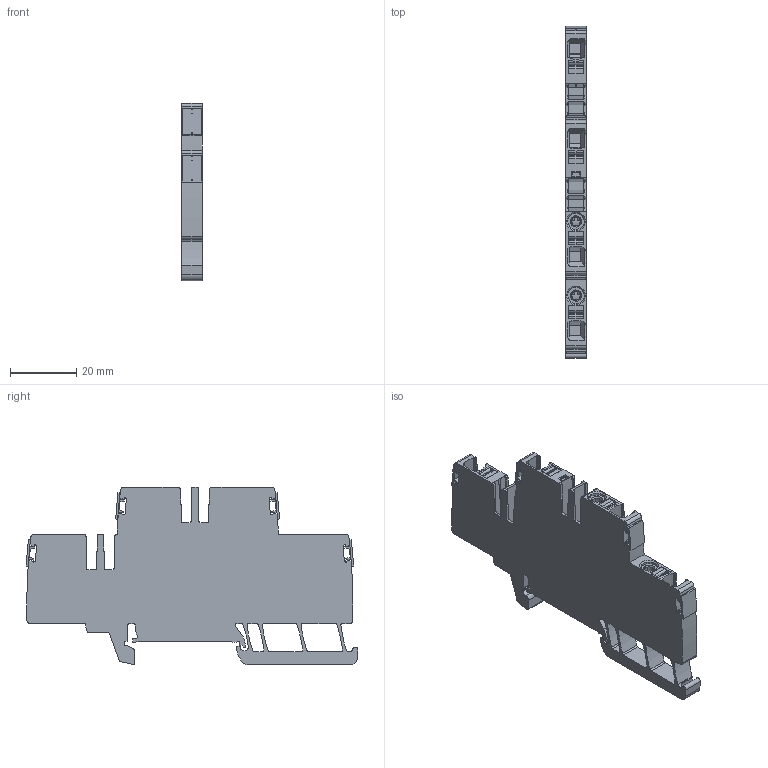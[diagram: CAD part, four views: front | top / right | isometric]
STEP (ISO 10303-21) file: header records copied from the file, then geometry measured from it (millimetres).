
FILE_DESCRIPTION(('CATIA V5R22 STEP214','CAx-IF Rec.Pracs.--- Model Styling and Organization---1.4--- 2014-01-23'),'2;1');
FILE_NAME ('1135650-1_1', '2019-07-05T12:03:46+00:00', ('Weidmueller Interface'), ('Weidmueller'), 'CATIA Version 5-6 Release 2016 SP3 HF44', 'CATIA V5 STEP AP214', 'none');
FILE_SCHEMA(('AUTOMOTIVE_DESIGN { 1 0 10303 214 1 1 1 1 }'));
Length unit declared in the file: millimetre
Products named in the file (1): 2675170000_A2T_4_DL_BL
Bounding box: 6.1 x 100.19 x 53.6 mm (x, y, z)
Volume: 19734.4 mm3; surface area: 13079.9 mm2
Topology: 9 solids, 9 shells, 887 faces, 2522 edges, 1662 vertices
Faces by surface type: plane 463, cylinder 351, extrusion 40, cone 12, torus 11, bspline 8, sphere 2
Entity records: 29792 total; most frequent: CARTESIAN_POINT 7616, ORIENTED_EDGE 5040, DIRECTION 3787, EDGE_CURVE 2520, VECTOR 1718, LINE 1678, VERTEX_POINT 1662, AXIS2_PLACEMENT_3D 1333
